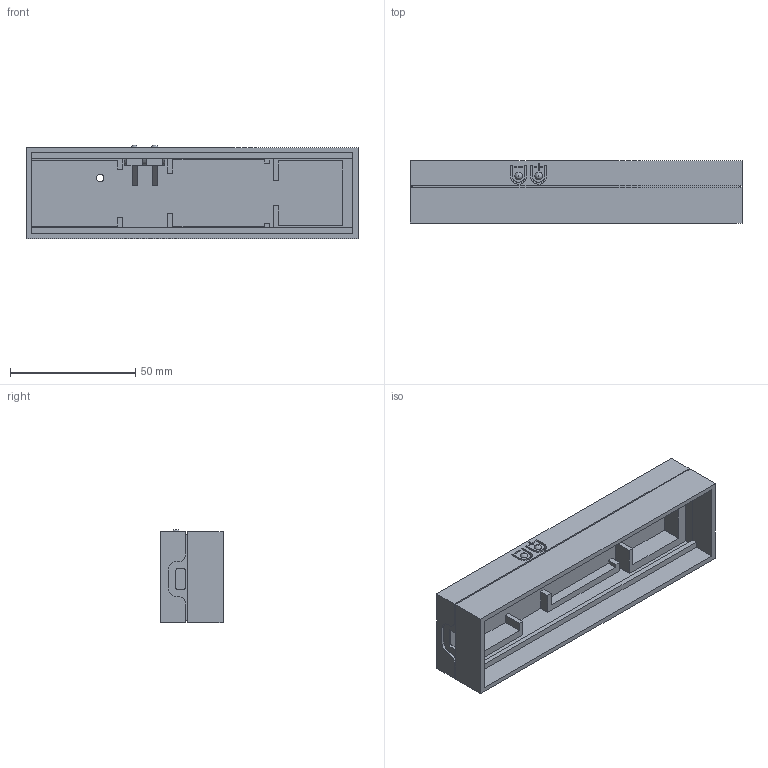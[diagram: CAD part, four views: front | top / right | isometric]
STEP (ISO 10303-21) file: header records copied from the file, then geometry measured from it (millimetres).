
FILE_DESCRIPTION(/* description */ (''),/* implementation_level */ '2;1');
FILE_NAME(/* name */ 'GPS-clock.step',/* time_stamp */ '2024-07-24T00:00:00.000Z',/* author */ (''),/* organization */ (''),/* preprocessor_version */ 'ST-DEVELOPER v20',/* originating_system */ 'Autodesk Translation Framework v13.14.0.145',/* authorisation */ '');
FILE_SCHEMA (('AUTOMOTIVE_DESIGN { 1 0 10303 214 3 1 1 }'));
Length unit declared in the file: millimetre
Products named in the file (1): Enclosure
Bounding box: 132.4 x 24.8 x 37.4 mm (x, y, z)
Volume: 31608 mm3; surface area: 31304.4 mm2
Topology: 2 solids, 2 shells, 168 faces, 466 edges, 308 vertices
Faces by surface type: plane 144, cylinder 20, bspline 4
Full cylindrical faces by diameter (mm): 3 x1
Entity records: 5466 total; most frequent: CARTESIAN_POINT 1083, ORIENTED_EDGE 932, DIRECTION 844, EDGE_CURVE 466, LINE 410, VECTOR 410, VERTEX_POINT 308, AXIS2_PLACEMENT_3D 217
